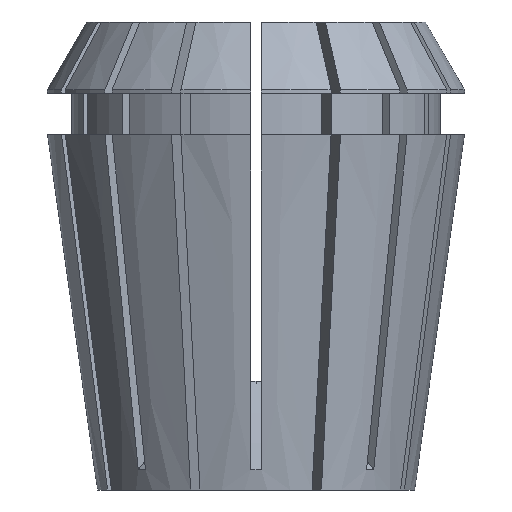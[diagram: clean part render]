
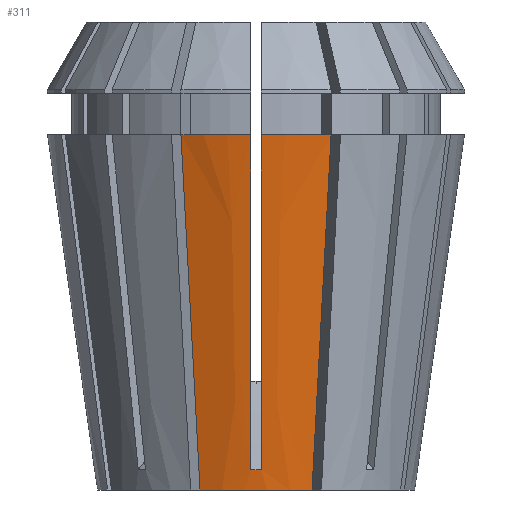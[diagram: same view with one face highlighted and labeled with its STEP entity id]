
A CAD part, front view. The second image highlights one B-rep face of the part: STEP entity #311.
In plain terms, the highlighted conical face has half-angle 8 degrees and reference radius 15.595 mm.
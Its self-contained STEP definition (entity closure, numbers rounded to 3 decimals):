
#170 = EDGE_CURVE ( 'NONE', #2783, #2592, #480, .T. ) ;
#225 = ORIENTED_EDGE ( 'NONE', *, *, #1413, .F. ) ;
#307 = AXIS2_PLACEMENT_3D ( 'NONE', #4313, #3908, #558 ) ;
#311 = ADVANCED_FACE ( 'NONE', ( #332 ), #2167, .T. ) ;
#332 = FACE_OUTER_BOUND ( 'NONE', #4240, .T. ) ;
#380 = CARTESIAN_POINT ( 'NONE',  ( -0.167, -15.879, 1.998 ) ) ;
#397 = CARTESIAN_POINT ( 'NONE',  ( -0.5, -15.869, 2.006 ) ) ;
#480 = B_SPLINE_CURVE_WITH_KNOTS ( 'NONE', 3,
 ( #3761, #4234, #3329, #761 ),
 .UNSPECIFIED., .F., .F.,
 ( 4, 4 ),
 ( 0., 0.035 ),
 .UNSPECIFIED. ) ;
#490 = VERTEX_POINT ( 'NONE', #2842 ) ;
#558 = DIRECTION ( 'NONE',  ( -1., 0., 0. ) ) ;
#761 = CARTESIAN_POINT ( 'NONE',  ( -5.503, -14.592, 0. ) ) ;
#1063 = VERTEX_POINT ( 'NONE', #1359 ) ;
#1099 = CARTESIAN_POINT ( 'NONE',  ( 5.503, -14.592, 0. ) ) ;
#1124 = CARTESIAN_POINT ( 'NONE',  ( 7.381, -19.126, 34.9 ) ) ;
#1168 = CARTESIAN_POINT ( 'NONE',  ( 0.5, -18.832, 23.076 ) ) ;
#1213 = CARTESIAN_POINT ( 'NONE',  ( 0.5, -16.084, 3.535 ) ) ;
#1223 = CARTESIAN_POINT ( 'NONE',  ( -0.5, -15.977, 2.77 ) ) ;
#1254 = CARTESIAN_POINT ( 'NONE',  ( -0.5, -17.512, 13.688 ) ) ;
#1295 = DIRECTION ( 'NONE',  ( 0., 0., 1. ) ) ;
#1359 = CARTESIAN_POINT ( 'NONE',  ( 0.5, -15.869, 2.006 ) ) ;
#1413 = EDGE_CURVE ( 'NONE', #5429, #4673, #4715, .T. ) ;
#1470 = EDGE_CURVE ( 'NONE', #4673, #1063, #2090, .T. ) ;
#1517 = CARTESIAN_POINT ( 'NONE',  ( -0.5, -20.494, 34.9 ) ) ;
#1567 = ORIENTED_EDGE ( 'NONE', *, *, #1470, .F. ) ;
#1620 = CARTESIAN_POINT ( 'NONE',  ( -0.5, -16.084, 3.535 ) ) ;
#1707 = ORIENTED_EDGE ( 'NONE', *, *, #4768, .T. ) ;
#1728 = VERTEX_POINT ( 'NONE', #1124 ) ;
#1894 = EDGE_CURVE ( 'NONE', #5429, #2783, #4572, .T. ) ;
#1937 = CARTESIAN_POINT ( 'NONE',  ( 7.381, -19.126, 34.9 ) ) ;
#1985 = DIRECTION ( 'NONE',  ( -1., 0., 0. ) ) ;
#2084 = CARTESIAN_POINT ( 'NONE',  ( -0.5, -16.192, 4.3 ) ) ;
#2090 = B_SPLINE_CURVE_WITH_KNOTS ( 'NONE', 3,
 ( #2973, #380, #3345, #3903 ),
 .UNSPECIFIED., .F., .F.,
 ( 4, 4 ),
 ( 0., 0.001 ),
 .UNSPECIFIED. ) ;
#2128 = CARTESIAN_POINT ( 'NONE',  ( -0.5, -20.38, 34.088 ) ) ;
#2160 = EDGE_CURVE ( 'NONE', #1728, #4620, #3751, .T. ) ;
#2167 = CONICAL_SURFACE ( 'NONE', #4764, 15.595, 0.14 ) ;
#2272 = AXIS2_PLACEMENT_3D ( 'NONE', #4540, #3221, #1985 ) ;
#2307 = B_SPLINE_CURVE_WITH_KNOTS ( 'NONE', 3,
 ( #4225, #2869, #2488, #4158, #1168, #5079, #2847, #1213, #3272, #2894 ),
 .UNSPECIFIED., .F., .F.,
 ( 4, 3, 3, 4 ),
 ( 0.076, 0.078, 0.107, 0.109 ),
 .UNSPECIFIED. ) ;
#2367 = CARTESIAN_POINT ( 'NONE',  ( 5.503, -14.592, 0. ) ) ;
#2421 = DIRECTION ( 'NONE',  ( 0., 0., -1. ) ) ;
#2488 = CARTESIAN_POINT ( 'NONE',  ( 0.5, -20.266, 33.276 ) ) ;
#2553 = CARTESIAN_POINT ( 'NONE',  ( -0.5, -20.266, 33.276 ) ) ;
#2592 = VERTEX_POINT ( 'NONE', #3552 ) ;
#2783 = VERTEX_POINT ( 'NONE', #5483 ) ;
#2842 = CARTESIAN_POINT ( 'NONE',  ( 0.5, -20.494, 34.9 ) ) ;
#2847 = CARTESIAN_POINT ( 'NONE',  ( 0.5, -16.192, 4.3 ) ) ;
#2859 = CIRCLE ( 'NONE', #2272, 20.5 ) ;
#2869 = CARTESIAN_POINT ( 'NONE',  ( 0.5, -20.38, 34.088 ) ) ;
#2894 = CARTESIAN_POINT ( 'NONE',  ( 0.5, -15.869, 2.006 ) ) ;
#2931 = ORIENTED_EDGE ( 'NONE', *, *, #4931, .T. ) ;
#2942 = ORIENTED_EDGE ( 'NONE', *, *, #4902, .F. ) ;
#2973 = CARTESIAN_POINT ( 'NONE',  ( -0.5, -15.869, 2.006 ) ) ;
#3221 = DIRECTION ( 'NONE',  ( 0., 0., -1. ) ) ;
#3272 = CARTESIAN_POINT ( 'NONE',  ( 0.5, -15.977, 2.77 ) ) ;
#3328 = DIRECTION ( 'NONE',  ( -1., 0., 0. ) ) ;
#3329 = CARTESIAN_POINT ( 'NONE',  ( -6.129, -16.104, 11.633 ) ) ;
#3345 = CARTESIAN_POINT ( 'NONE',  ( 0.167, -15.879, 1.998 ) ) ;
#3370 = CARTESIAN_POINT ( 'NONE',  ( -0.5, -20.152, 32.464 ) ) ;
#3376 = CARTESIAN_POINT ( 'NONE',  ( 0., 0., 0. ) ) ;
#3457 = DIRECTION ( 'NONE',  ( 1., 0., 0. ) ) ;
#3552 = CARTESIAN_POINT ( 'NONE',  ( -5.503, -14.592, 0. ) ) ;
#3595 = CARTESIAN_POINT ( 'NONE',  ( 6.755, -17.615, 23.267 ) ) ;
#3643 = CARTESIAN_POINT ( 'NONE',  ( 6.129, -16.104, 11.633 ) ) ;
#3751 = B_SPLINE_CURVE_WITH_KNOTS ( 'NONE', 3,
 ( #1937, #3595, #3643, #2367 ),
 .UNSPECIFIED., .F., .F.,
 ( 4, 4 ),
 ( 0., 0.035 ),
 .UNSPECIFIED. ) ;
#3760 = CARTESIAN_POINT ( 'NONE',  ( 0., 0., 0. ) ) ;
#3761 = CARTESIAN_POINT ( 'NONE',  ( -7.381, -19.126, 34.9 ) ) ;
#3767 = CARTESIAN_POINT ( 'NONE',  ( -0.5, -20.494, 34.9 ) ) ;
#3832 = CARTESIAN_POINT ( 'NONE',  ( -0.5, -15.869, 2.006 ) ) ;
#3903 = CARTESIAN_POINT ( 'NONE',  ( 0.5, -15.869, 2.006 ) ) ;
#3908 = DIRECTION ( 'NONE',  ( 0., 0., -1. ) ) ;
#4158 = CARTESIAN_POINT ( 'NONE',  ( 0.5, -20.152, 32.464 ) ) ;
#4225 = CARTESIAN_POINT ( 'NONE',  ( 0.5, -20.494, 34.9 ) ) ;
#4234 = CARTESIAN_POINT ( 'NONE',  ( -6.755, -17.615, 23.267 ) ) ;
#4240 = EDGE_LOOP ( 'NONE', ( #5145, #1707, #2931, #1567, #225, #5244, #4835, #2942 ) ) ;
#4258 = CARTESIAN_POINT ( 'NONE',  ( -0.5, -18.832, 23.076 ) ) ;
#4313 = CARTESIAN_POINT ( 'NONE',  ( 0., 0., 34.9 ) ) ;
#4540 = CARTESIAN_POINT ( 'NONE',  ( 0., 0., 34.9 ) ) ;
#4572 = CIRCLE ( 'NONE', #307, 20.5 ) ;
#4620 = VERTEX_POINT ( 'NONE', #1099 ) ;
#4673 = VERTEX_POINT ( 'NONE', #3832 ) ;
#4692 = AXIS2_PLACEMENT_3D ( 'NONE', #3760, #2421, #3328 ) ;
#4715 = B_SPLINE_CURVE_WITH_KNOTS ( 'NONE', 3,
 ( #3767, #2128, #2553, #3370, #4258, #1254, #2084, #1620, #1223, #397 ),
 .UNSPECIFIED., .F., .F.,
 ( 4, 3, 3, 4 ),
 ( 0.076, 0.078, 0.107, 0.109 ),
 .UNSPECIFIED. ) ;
#4764 = AXIS2_PLACEMENT_3D ( 'NONE', #3376, #1295, #3457 ) ;
#4768 = EDGE_CURVE ( 'NONE', #1728, #490, #2859, .T. ) ;
#4835 = ORIENTED_EDGE ( 'NONE', *, *, #170, .T. ) ;
#4902 = EDGE_CURVE ( 'NONE', #4620, #2592, #5259, .T. ) ;
#4931 = EDGE_CURVE ( 'NONE', #490, #1063, #2307, .T. ) ;
#5079 = CARTESIAN_POINT ( 'NONE',  ( 0.5, -17.512, 13.688 ) ) ;
#5145 = ORIENTED_EDGE ( 'NONE', *, *, #2160, .F. ) ;
#5244 = ORIENTED_EDGE ( 'NONE', *, *, #1894, .T. ) ;
#5259 = CIRCLE ( 'NONE', #4692, 15.595 ) ;
#5429 = VERTEX_POINT ( 'NONE', #1517 ) ;
#5483 = CARTESIAN_POINT ( 'NONE',  ( -7.381, -19.126, 34.9 ) ) ;
